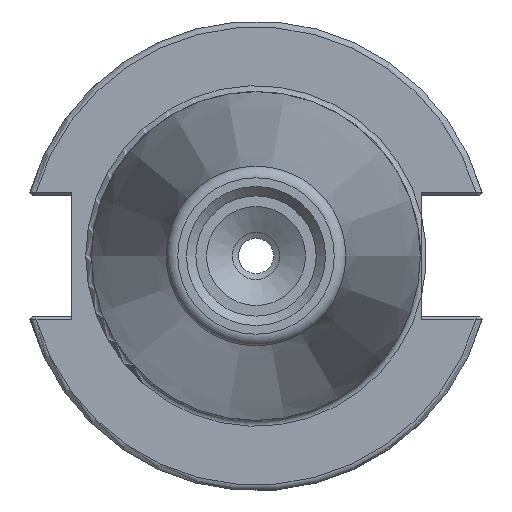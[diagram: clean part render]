
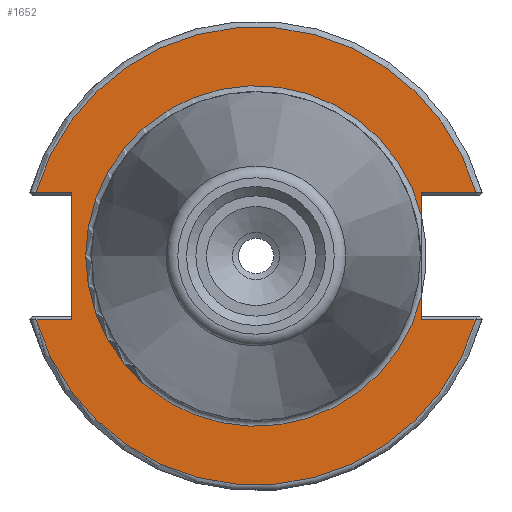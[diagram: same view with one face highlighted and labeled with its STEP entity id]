
A CAD part, left-side view. The second image highlights one B-rep face of the part: STEP entity #1652.
In plain terms, the highlighted planar face has unit normal (-1, 0, 0).
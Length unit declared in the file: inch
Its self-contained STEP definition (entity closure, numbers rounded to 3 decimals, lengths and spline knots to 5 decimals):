
#153=LINE('',#2446,#253);
#168=LINE('',#2528,#268);
#171=LINE('',#2537,#271);
#179=LINE('',#2552,#279);
#183=LINE('',#2588,#283);
#184=LINE('',#2591,#284);
#185=LINE('',#2594,#285);
#253=VECTOR('',#1917,0.67625);
#268=VECTOR('',#1940,0.19091);
#271=VECTOR('',#1949,0.12159);
#279=VECTOR('',#1957,0.12159);
#283=VECTOR('',#2001,0.29091);
#284=VECTOR('',#2004,0.19091);
#285=VECTOR('',#2007,0.29091);
#353=PLANE('',#1777);
#531=FACE_OUTER_BOUND('',#651,.T.);
#651=EDGE_LOOP('',(#1282,#1283,#1284,#1285,#1286,#1287,#1288,#1289,#1290,
#1291));
#746=CIRCLE('',#1775,0.90625);
#748=CIRCLE('',#1778,1.21875);
#749=CIRCLE('',#1779,1.21875);
#792=VERTEX_POINT('',#2444);
#793=VERTEX_POINT('',#2445);
#812=VERTEX_POINT('',#2527);
#813=VERTEX_POINT('',#2531);
#814=VERTEX_POINT('',#2532);
#815=VERTEX_POINT('',#2536);
#822=VERTEX_POINT('',#2550);
#834=VERTEX_POINT('',#2587);
#835=VERTEX_POINT('',#2590);
#836=VERTEX_POINT('',#2592);
#955=EDGE_CURVE('',#792,#793,#153,.T.);
#977=EDGE_CURVE('',#793,#812,#168,.T.);
#981=EDGE_CURVE('',#815,#813,#171,.T.);
#989=EDGE_CURVE('',#814,#822,#179,.T.);
#1002=EDGE_CURVE('',#814,#813,#746,.T.);
#1004=EDGE_CURVE('',#822,#834,#183,.T.);
#1005=EDGE_CURVE('',#812,#834,#748,.T.);
#1006=EDGE_CURVE('',#835,#792,#184,.T.);
#1007=EDGE_CURVE('',#836,#835,#749,.T.);
#1008=EDGE_CURVE('',#836,#815,#185,.T.);
#1282=ORIENTED_EDGE('',*,*,#1004,.T.);
#1283=ORIENTED_EDGE('',*,*,#1005,.F.);
#1284=ORIENTED_EDGE('',*,*,#977,.F.);
#1285=ORIENTED_EDGE('',*,*,#955,.F.);
#1286=ORIENTED_EDGE('',*,*,#1006,.F.);
#1287=ORIENTED_EDGE('',*,*,#1007,.F.);
#1288=ORIENTED_EDGE('',*,*,#1008,.T.);
#1289=ORIENTED_EDGE('',*,*,#981,.T.);
#1290=ORIENTED_EDGE('',*,*,#1002,.F.);
#1291=ORIENTED_EDGE('',*,*,#989,.T.);
#1652=ADVANCED_FACE('',(#531),#353,.T.);
#1775=AXIS2_PLACEMENT_3D('',#2583,#1995,#1996);
#1777=AXIS2_PLACEMENT_3D('',#2586,#1999,#2000);
#1778=AXIS2_PLACEMENT_3D('',#2589,#2002,#2003);
#1779=AXIS2_PLACEMENT_3D('',#2593,#2005,#2006);
#1917=DIRECTION('',(0.,0.,1.));
#1940=DIRECTION('',(0.,1.,0.));
#1949=DIRECTION('',(0.,0.,1.));
#1957=DIRECTION('',(0.,0.,1.));
#1995=DIRECTION('center_axis',(-1.,0.,0.));
#1996=DIRECTION('ref_axis',(0.,1.,0.));
#1999=DIRECTION('center_axis',(-1.,0.,0.));
#2000=DIRECTION('ref_axis',(0.,0.,1.));
#2001=DIRECTION('',(0.,-1.,0.));
#2002=DIRECTION('center_axis',(1.,0.,0.));
#2003=DIRECTION('ref_axis',(0.,0.,1.));
#2004=DIRECTION('',(0.,-1.,0.));
#2005=DIRECTION('center_axis',(1.,0.,0.));
#2006=DIRECTION('ref_axis',(0.,0.,-1.));
#2007=DIRECTION('',(0.,1.,0.));
#2444=CARTESIAN_POINT('',(2.815,0.98,-0.33813));
#2445=CARTESIAN_POINT('',(2.815,0.98,0.33813));
#2446=CARTESIAN_POINT('',(2.815,0.98,-0.33813));
#2527=CARTESIAN_POINT('',(2.815,1.17091,0.33813));
#2528=CARTESIAN_POINT('',(2.815,0.0275,0.33813));
#2531=CARTESIAN_POINT('',(2.815,-0.88,-0.21654));
#2532=CARTESIAN_POINT('',(2.815,-0.88,0.21654));
#2536=CARTESIAN_POINT('',(2.815,-0.88,-0.33813));
#2537=CARTESIAN_POINT('',(2.815,-0.88,0.));
#2550=CARTESIAN_POINT('',(2.815,-0.88,0.33813));
#2552=CARTESIAN_POINT('',(2.815,-0.88,0.));
#2583=CARTESIAN_POINT('Origin',(2.815,0.,0.));
#2586=CARTESIAN_POINT('Origin',(2.815,-0.875,0.));
#2587=CARTESIAN_POINT('',(2.815,-1.17091,0.33813));
#2588=CARTESIAN_POINT('',(2.815,-0.9025,0.33813));
#2589=CARTESIAN_POINT('Origin',(2.815,0.,0.));
#2590=CARTESIAN_POINT('',(2.815,1.17091,-0.33813));
#2591=CARTESIAN_POINT('',(2.815,0.2775,-0.33813));
#2592=CARTESIAN_POINT('',(2.815,-1.17091,-0.33813));
#2593=CARTESIAN_POINT('Origin',(2.815,0.,0.));
#2594=CARTESIAN_POINT('',(2.815,-0.9025,-0.33813));
